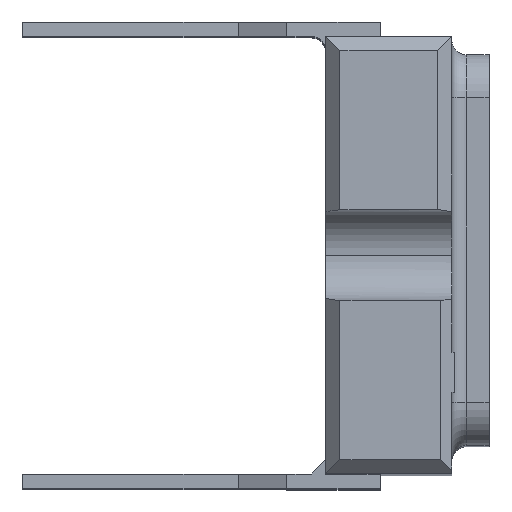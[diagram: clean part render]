
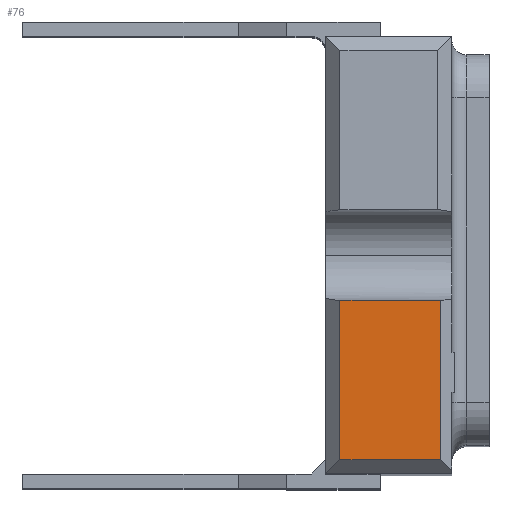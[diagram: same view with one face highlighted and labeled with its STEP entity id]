
A CAD part, top view. The second image highlights one B-rep face of the part: STEP entity #76.
In plain terms, the highlighted planar face has unit normal (0, 0, 1).
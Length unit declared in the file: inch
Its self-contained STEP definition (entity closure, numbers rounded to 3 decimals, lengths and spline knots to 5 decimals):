
#76 = ADVANCED_FACE ( 'NONE', ( #14503 ), #10519, .F. ) ;
#478 = CARTESIAN_POINT ( 'NONE',  ( 0.08, -0.06772, 0.38 ) ) ;
#491 = CARTESIAN_POINT ( 'NONE',  ( 0.01, 0.1525, 0.38 ) ) ;
#1107 = EDGE_CURVE ( 'NONE', #7231, #12909, #9045, .T. ) ;
#1328 = VECTOR ( 'NONE', #5542, 39.37008 ) ;
#1778 = EDGE_CURVE ( 'NONE', #8186, #7231, #3721, .T. ) ;
#1876 = EDGE_CURVE ( 'NONE', #6297, #8186, #14461, .T. ) ;
#3220 = DIRECTION ( 'NONE',  ( 0., 0., -1. ) ) ;
#3721 = LINE ( 'NONE', #13192, #13533 ) ;
#4335 = CARTESIAN_POINT ( 'NONE',  ( -0.211, -0.0315, 0.38 ) ) ;
#5068 = VECTOR ( 'NONE', #14858, 39.37008 ) ;
#5542 = DIRECTION ( 'NONE',  ( -1., 0., 0. ) ) ;
#6297 = VERTEX_POINT ( 'NONE', #8316 ) ;
#6669 = EDGE_CURVE ( 'NONE', #12909, #6297, #12654, .T. ) ;
#6951 = ORIENTED_EDGE ( 'NONE', *, *, #1876, .T. ) ;
#7231 = VERTEX_POINT ( 'NONE', #8467 ) ;
#7715 = DIRECTION ( 'NONE',  ( 0., -1., 0. ) ) ;
#7914 = VECTOR ( 'NONE', #7715, 39.37008 ) ;
#7982 = CARTESIAN_POINT ( 'NONE',  ( 0.08, -0.0315, 0.38 ) ) ;
#8186 = VERTEX_POINT ( 'NONE', #9787 ) ;
#8272 = DIRECTION ( 'NONE',  ( -1., 0., 0. ) ) ;
#8316 = CARTESIAN_POINT ( 'NONE',  ( 0.01, -0.0315, 0.38 ) ) ;
#8467 = CARTESIAN_POINT ( 'NONE',  ( 0.08, -0.1425, 0.38 ) ) ;
#8602 = AXIS2_PLACEMENT_3D ( 'NONE', #11678, #3220, #8272 ) ;
#9045 = LINE ( 'NONE', #478, #5068 ) ;
#9775 = ORIENTED_EDGE ( 'NONE', *, *, #6669, .T. ) ;
#9787 = CARTESIAN_POINT ( 'NONE',  ( 0.01, -0.1425, 0.38 ) ) ;
#10519 = PLANE ( 'NONE',  #8602 ) ;
#10866 = DIRECTION ( 'NONE',  ( 1., 0., 0. ) ) ;
#11536 = ORIENTED_EDGE ( 'NONE', *, *, #1107, .T. ) ;
#11678 = CARTESIAN_POINT ( 'NONE',  ( 0.088, 0.1525, 0.38 ) ) ;
#12654 = LINE ( 'NONE', #4335, #1328 ) ;
#12909 = VERTEX_POINT ( 'NONE', #7982 ) ;
#13192 = CARTESIAN_POINT ( 'NONE',  ( 0.088, -0.1425, 0.38 ) ) ;
#13533 = VECTOR ( 'NONE', #10866, 39.37008 ) ;
#14067 = EDGE_LOOP ( 'NONE', ( #9775, #6951, #15222, #11536 ) ) ;
#14461 = LINE ( 'NONE', #491, #7914 ) ;
#14503 = FACE_OUTER_BOUND ( 'NONE', #14067, .T. ) ;
#14858 = DIRECTION ( 'NONE',  ( 0., 1., 0. ) ) ;
#15222 = ORIENTED_EDGE ( 'NONE', *, *, #1778, .T. ) ;
